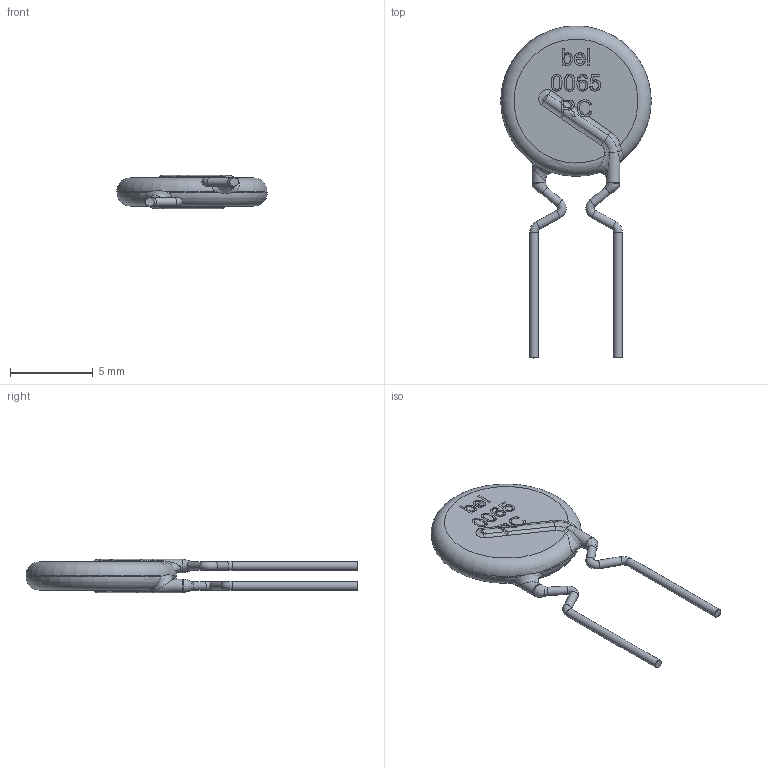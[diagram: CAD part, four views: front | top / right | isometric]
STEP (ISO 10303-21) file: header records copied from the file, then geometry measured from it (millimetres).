
FILE_DESCRIPTION(/* description */ (''),/* implementation_level */ '2;1');
FILE_NAME(/* name */ '0ZRC0065FF1E.step',/* time_stamp */ '2023-10-31T11:16:04+08:00',/* author */ (''),/* organization */ (''),/* preprocessor_version */ 'ST-DEVELOPER v20',/* originating_system */ 'Autodesk Translation Framework v12.14.0.127',/* authorisation */ '');
FILE_SCHEMA (('AUTOMOTIVE_DESIGN { 1 0 10303 214 3 1 1 }'));
Length unit declared in the file: millimetre
Products named in the file (4): 065; pptc; electrode; coating
Assembly tree (3 placements, depth 2):
  065
    pptc
    electrode
    coating
Bounding box: 9.1 x 20.1 x 2.02 mm (x, y, z)
Volume: 110.7 mm3; surface area: 731.4 mm2
Topology: 4 solids, 4 shells, 322 faces, 868 edges, 566 vertices
Faces by surface type: bspline 169, cylinder 62, plane 61, torus 30
Full cylindrical faces by diameter (mm): 0.51 x12, 0.81 x2, 8.5 x4
Entity records: 14016 total; most frequent: CARTESIAN_POINT 6856, ORIENTED_EDGE 1736, DIRECTION 996, EDGE_CURVE 868, VERTEX_POINT 566, B_SPLINE_CURVE_WITH_KNOTS 376, AXIS2_PLACEMENT_3D 344, EDGE_LOOP 336
